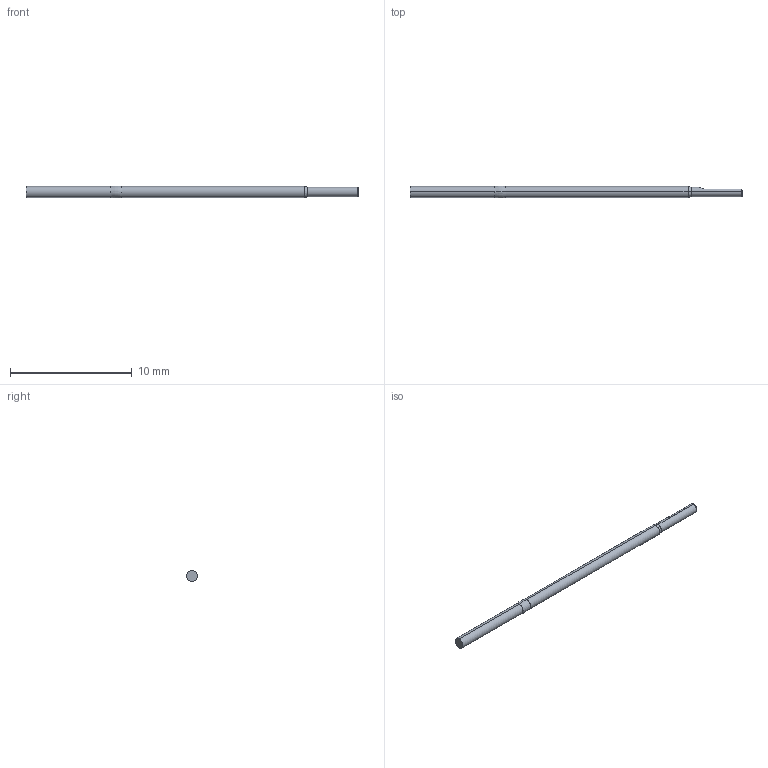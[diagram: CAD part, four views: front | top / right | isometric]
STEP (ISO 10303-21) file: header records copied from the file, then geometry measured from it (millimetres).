
FILE_DESCRIPTION (( 'STEP AP214' ), '1' );
FILE_NAME ('050-SBN160S.STEP', '2012-10-24T14:53:26', ( 'Authorized User' ), ( '' ), 'SwSTEP 2.0', 'SolidWorks 2012', '' );
FILE_SCHEMA (( 'AUTOMOTIVE_DESIGN' ));
Length unit declared in the file: inch
Products named in the file (1): 050-SBN160S
Bounding box: 27.3 x 0.97 x 0.98 mm (x, y, z)
Volume: 16.2 mm3; surface area: 79.4 mm2
Topology: 1 solids, 1 shells, 22 faces, 50 edges, 28 vertices
Faces by surface type: cylinder 10, torus 5, plane 4, cone 2, bspline 1
Entity records: 703 total; most frequent: CARTESIAN_POINT 188, DIRECTION 106, ORIENTED_EDGE 96, EDGE_CURVE 48, AXIS2_PLACEMENT_3D 44, VERTEX_POINT 28, FACE_OUTER_BOUND 22, CIRCLE 22
